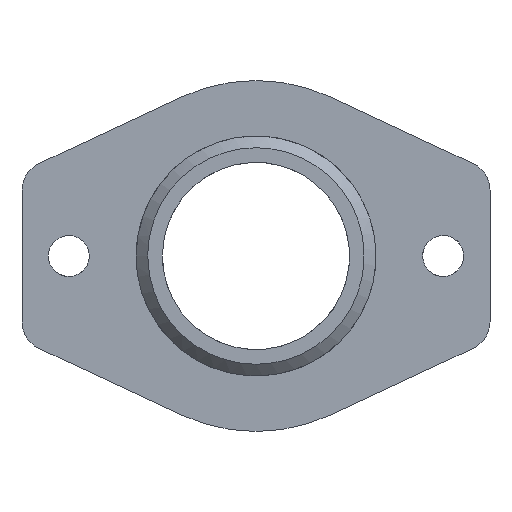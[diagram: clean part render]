
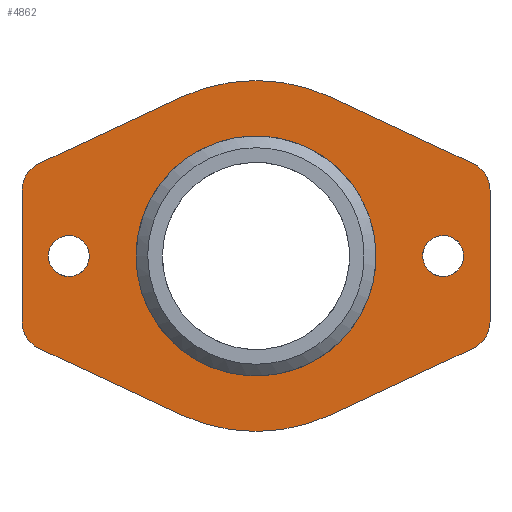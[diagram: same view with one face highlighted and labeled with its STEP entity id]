
A CAD part, front view. The second image highlights one B-rep face of the part: STEP entity #4862.
In plain terms, the highlighted free-form (B-spline) face has degree [1, 1] with [2, 2] control points.
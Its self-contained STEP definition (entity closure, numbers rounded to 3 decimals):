
#4436=CARTESIAN_POINT('V183',(-17.749,-7.0,
   0.));
#4437=VERTEX_POINT('V183',#4436);
#4463=CARTESIAN_POINT('E274',(-17.749,-7.0,
   0.));
#4464=CARTESIAN_POINT('E274',(-17.749,-7.0,
   3.031));
#4465=CARTESIAN_POINT('E274',(-15.124,-7.0,
   1.516));
#4466=CARTESIAN_POINT('E274',(-12.499,-7.0,
   0.));
#4467=CARTESIAN_POINT('E274',(-15.124,-7.0,
   -1.515));
#4468=CARTESIAN_POINT('E274',(-17.749,-7.0,
   -3.031));
#4469=CARTESIAN_POINT('E274',(-17.749,-7.0,
   0.));
#4477=(BOUNDED_CURVE()B_SPLINE_CURVE(2,(#4463,#4464,#4465,#4466,
   #4467,#4468,#4469),.CIRCULAR_ARC.,.T.,.U.)
   B_SPLINE_CURVE_WITH_KNOTS((3,2,2,3),(0.0,3.031,
   6.062,9.093),.UNSPECIFIED.)CURVE()
   GEOMETRIC_REPRESENTATION_ITEM()RATIONAL_B_SPLINE_CURVE((1.0,
   0.5,1.0,0.5,1.0,0.5,1.0)
   )REPRESENTATION_ITEM('E274'));
#4478=EDGE_CURVE('E274',#4437,#4437,#4477,.T.);
#4616=CARTESIAN_POINT('V209',(-10.249,-7.0,
   0.));
#4617=VERTEX_POINT('V209',#4616);
#4618=CARTESIAN_POINT('E313',(-10.249,-7.0,
   0.));
#4619=CARTESIAN_POINT('E313',(-10.249,-7.0,
   -17.753));
#4620=CARTESIAN_POINT('E313',(5.126,-7.0,
   -8.877));
#4621=CARTESIAN_POINT('E313',(20.501,-7.0,
   0.));
#4622=CARTESIAN_POINT('E313',(5.126,-7.0,
   8.877));
#4623=CARTESIAN_POINT('E313',(-10.249,-7.0,
   17.754));
#4624=CARTESIAN_POINT('E313',(-10.249,-7.0,
   0.));
#4632=(BOUNDED_CURVE()B_SPLINE_CURVE(2,(#4618,#4619,#4620,#4621,
   #4622,#4623,#4624),.CIRCULAR_ARC.,.T.,.U.)
   B_SPLINE_CURVE_WITH_KNOTS((3,2,2,3),(0.0,17.754,
   35.507,53.261),.UNSPECIFIED.)CURVE()
   GEOMETRIC_REPRESENTATION_ITEM()RATIONAL_B_SPLINE_CURVE((1.0,
   0.5,1.0,0.5,1.0,0.5,1.0)
   )REPRESENTATION_ITEM('E313'));
#4633=EDGE_CURVE('E313',#4617,#4617,#4632,.T.);
#4667=CARTESIAN_POINT('V211',(14.251,-7.0,
   0.));
#4668=VERTEX_POINT('V211',#4667);
#4694=CARTESIAN_POINT('E316',(14.251,-7.0,
   0.));
#4695=CARTESIAN_POINT('E316',(14.251,-7.0,
   3.031));
#4696=CARTESIAN_POINT('E316',(16.876,-7.0,
   1.516));
#4697=CARTESIAN_POINT('E316',(19.501,-7.0,
   0.));
#4698=CARTESIAN_POINT('E316',(16.876,-7.0,
   -1.515));
#4699=CARTESIAN_POINT('E316',(14.251,-7.0,
   -3.031));
#4700=CARTESIAN_POINT('E316',(14.251,-7.0,
   0.));
#4708=(BOUNDED_CURVE()B_SPLINE_CURVE(2,(#4694,#4695,#4696,#4697,
   #4698,#4699,#4700),.CIRCULAR_ARC.,.T.,.U.)
   B_SPLINE_CURVE_WITH_KNOTS((3,2,2,3),(0.0,3.031,
   6.062,9.093),.UNSPECIFIED.)CURVE()
   GEOMETRIC_REPRESENTATION_ITEM()RATIONAL_B_SPLINE_CURVE((1.0,
   0.5,1.0,0.5,1.0,0.5,1.0)
   )REPRESENTATION_ITEM('E316'));
#4709=EDGE_CURVE('E316',#4668,#4668,#4708,.T.);
#4714=CARTESIAN_POINT('F122',(22.001,-7.0,
   16.5));
#4715=CARTESIAN_POINT('F122',(-21.999,-7.0,
   16.5));
#4716=CARTESIAN_POINT('F122',(22.001,-7.0,
   -16.5));
#4717=CARTESIAN_POINT('F122',(-21.999,-7.0,
   -16.5));
#4718=QUASI_UNIFORM_SURFACE('F122',1,1,((#4714,#4716),(#4715,
   #4717)),.PLANE_SURF.,.F.,.F.,.U.);
#4719=CARTESIAN_POINT('V192',(-19.999,-7.0,
   5.632));
#4720=VERTEX_POINT('V192',#4719);
#4721=CARTESIAN_POINT('V190',(-18.556,-7.0,
   7.898));
#4722=VERTEX_POINT('V190',#4721);
#4723=CARTESIAN_POINT('E285',(-19.999,-7.0,
   5.632));
#4724=CARTESIAN_POINT('E285',(-19.999,-7.0,
   7.225));
#4725=CARTESIAN_POINT('E285',(-18.556,-7.0,
   7.898));
#4733=(BOUNDED_CURVE()B_SPLINE_CURVE(2,(#4723,#4724,#4725),
   .CIRCULAR_ARC.,.F.,.U.)B_SPLINE_CURVE_WITH_KNOTS((3,3),(0.0,
   1.593),.UNSPECIFIED.)CURVE()
   GEOMETRIC_REPRESENTATION_ITEM()RATIONAL_B_SPLINE_CURVE((1.0,
   0.843,1.0))REPRESENTATION_ITEM('E285'));
#4734=EDGE_CURVE('E285',#4720,#4722,#4733,.T.);
#4735=ORIENTED_EDGE('E285',*,*,#4734,.F.);
#4736=CARTESIAN_POINT('V194',(-19.999,-7.0,
   -5.632));
#4737=VERTEX_POINT('V194',#4736);
#4738=CARTESIAN_POINT('E288',(-19.999,-7.0,
   -5.632));
#4739=CARTESIAN_POINT('E288',(-19.999,-7.0,
   5.632));
#4740=B_SPLINE_CURVE_WITH_KNOTS('E288',1,(#4738,#4739),
   .POLYLINE_FORM.,.F.,.U.,(2,2),(0.0,5.632),
   .UNSPECIFIED.);
#4741=EDGE_CURVE('E288',#4737,#4720,#4740,.T.);
#4742=ORIENTED_EDGE('E288',*,*,#4741,.F.);
#4743=CARTESIAN_POINT('V196',(-18.556,-7.0,
   -7.897));
#4744=VERTEX_POINT('V196',#4743);
#4745=CARTESIAN_POINT('E291',(-18.556,-7.0,
   -7.897));
#4746=CARTESIAN_POINT('E291',(-19.999,-7.0,
   -7.224));
#4747=CARTESIAN_POINT('E291',(-19.999,-7.0,
   -5.632));
#4755=(BOUNDED_CURVE()B_SPLINE_CURVE(2,(#4745,#4746,#4747),
   .CIRCULAR_ARC.,.F.,.U.)B_SPLINE_CURVE_WITH_KNOTS((3,3),(0.0,
   1.593),.UNSPECIFIED.)CURVE()
   GEOMETRIC_REPRESENTATION_ITEM()RATIONAL_B_SPLINE_CURVE((1.0,
   0.843,1.0))REPRESENTATION_ITEM('E291'));
#4756=EDGE_CURVE('E291',#4744,#4737,#4755,.T.);
#4757=ORIENTED_EDGE('E291',*,*,#4756,.F.);
#4758=CARTESIAN_POINT('V198',(-6.339,-7.0,
   -13.594));
#4759=VERTEX_POINT('V198',#4758);
#4760=CARTESIAN_POINT('E294',(-6.339,-7.0,
   -13.594));
#4761=CARTESIAN_POINT('E294',(-18.556,-7.0,
   -7.897));
#4762=B_SPLINE_CURVE_WITH_KNOTS('E294',1,(#4760,#4761),
   .POLYLINE_FORM.,.F.,.U.,(2,2),(0.0,6.74),
   .UNSPECIFIED.);
#4763=EDGE_CURVE('E294',#4759,#4744,#4762,.T.);
#4764=ORIENTED_EDGE('E294',*,*,#4763,.F.);
#4765=CARTESIAN_POINT('V200',(6.34,-7.0,
   -13.594));
#4766=VERTEX_POINT('V200',#4765);
#4767=CARTESIAN_POINT('E297',(6.34,-7.0,
   -13.594));
#4768=CARTESIAN_POINT('E297',(0.001,-7.0,
   -16.551));
#4769=CARTESIAN_POINT('E297',(-6.339,-7.0,
   -13.594));
#4777=(BOUNDED_CURVE()B_SPLINE_CURVE(2,(#4767,#4768,#4769),
   .CIRCULAR_ARC.,.F.,.U.)B_SPLINE_CURVE_WITH_KNOTS((3,3),(0.0,
   6.995),.UNSPECIFIED.)CURVE()
   GEOMETRIC_REPRESENTATION_ITEM()RATIONAL_B_SPLINE_CURVE((1.0,
   0.906,1.0))REPRESENTATION_ITEM('E297'));
#4778=EDGE_CURVE('E297',#4766,#4759,#4777,.T.);
#4779=ORIENTED_EDGE('E297',*,*,#4778,.F.);
#4780=CARTESIAN_POINT('V202',(18.557,-7.0,
   -7.897));
#4781=VERTEX_POINT('V202',#4780);
#4782=CARTESIAN_POINT('E300',(18.557,-7.0,
   -7.897));
#4783=CARTESIAN_POINT('E300',(6.34,-7.0,
   -13.594));
#4784=B_SPLINE_CURVE_WITH_KNOTS('E300',1,(#4782,#4783),
   .POLYLINE_FORM.,.F.,.U.,(2,2),(0.0,6.74),
   .UNSPECIFIED.);
#4785=EDGE_CURVE('E300',#4781,#4766,#4784,.T.);
#4786=ORIENTED_EDGE('E300',*,*,#4785,.F.);
#4787=CARTESIAN_POINT('V204',(20.001,-7.0,
   -5.632));
#4788=VERTEX_POINT('V204',#4787);
#4789=CARTESIAN_POINT('E303',(20.001,-7.0,
   -5.632));
#4790=CARTESIAN_POINT('E303',(20.001,-7.,
   -7.224));
#4791=CARTESIAN_POINT('E303',(18.557,-7.0,
   -7.897));
#4799=(BOUNDED_CURVE()B_SPLINE_CURVE(2,(#4789,#4790,#4791),
   .CIRCULAR_ARC.,.F.,.U.)B_SPLINE_CURVE_WITH_KNOTS((3,3),(0.0,
   1.593),.UNSPECIFIED.)CURVE()
   GEOMETRIC_REPRESENTATION_ITEM()RATIONAL_B_SPLINE_CURVE((1.0,
   0.843,1.0))REPRESENTATION_ITEM('E303'));
#4800=EDGE_CURVE('E303',#4788,#4781,#4799,.T.);
#4801=ORIENTED_EDGE('E303',*,*,#4800,.F.);
#4802=CARTESIAN_POINT('V206',(20.001,-7.0,
   5.632));
#4803=VERTEX_POINT('V206',#4802);
#4804=CARTESIAN_POINT('E306',(20.001,-7.0,
   5.632));
#4805=CARTESIAN_POINT('E306',(20.001,-7.0,
   -5.632));
#4806=B_SPLINE_CURVE_WITH_KNOTS('E306',1,(#4804,#4805),
   .POLYLINE_FORM.,.F.,.U.,(2,2),(0.0,5.632),
   .UNSPECIFIED.);
#4807=EDGE_CURVE('E306',#4803,#4788,#4806,.T.);
#4808=ORIENTED_EDGE('E306',*,*,#4807,.F.);
#4809=CARTESIAN_POINT('V208',(18.557,-7.0,
   7.898));
#4810=VERTEX_POINT('V208',#4809);
#4811=CARTESIAN_POINT('E309',(18.557,-7.0,
   7.898));
#4812=CARTESIAN_POINT('E309',(20.001,-7.,
   7.225));
#4813=CARTESIAN_POINT('E309',(20.001,-7.0,
   5.632));
#4821=(BOUNDED_CURVE()B_SPLINE_CURVE(2,(#4811,#4812,#4813),
   .CIRCULAR_ARC.,.F.,.U.)B_SPLINE_CURVE_WITH_KNOTS((3,3),(0.0,
   1.593),.UNSPECIFIED.)CURVE()
   GEOMETRIC_REPRESENTATION_ITEM()RATIONAL_B_SPLINE_CURVE((1.0,
   0.843,1.0))REPRESENTATION_ITEM('E309'));
#4822=EDGE_CURVE('E309',#4810,#4803,#4821,.T.);
#4823=ORIENTED_EDGE('E309',*,*,#4822,.F.);
#4824=CARTESIAN_POINT('V187',(6.34,-7.0,
   13.595));
#4825=VERTEX_POINT('V187',#4824);
#4826=CARTESIAN_POINT('E311',(6.34,-7.0,
   13.595));
#4827=CARTESIAN_POINT('E311',(18.557,-7.0,
   7.898));
#4828=B_SPLINE_CURVE_WITH_KNOTS('E311',1,(#4826,#4827),
   .POLYLINE_FORM.,.F.,.U.,(2,2),(0.0,6.74),
   .UNSPECIFIED.);
#4829=EDGE_CURVE('E311',#4825,#4810,#4828,.T.);
#4830=ORIENTED_EDGE('E311',*,*,#4829,.F.);
#4831=CARTESIAN_POINT('V186',(-6.339,-7.0,
   13.595));
#4832=VERTEX_POINT('V186',#4831);
#4833=CARTESIAN_POINT('E278',(-6.339,-7.0,
   13.595));
#4834=CARTESIAN_POINT('E278',(0.001,-7.0,
   16.551));
#4835=CARTESIAN_POINT('E278',(6.34,-7.0,
   13.595));
#4843=(BOUNDED_CURVE()B_SPLINE_CURVE(2,(#4833,#4834,#4835),
   .CIRCULAR_ARC.,.F.,.U.)B_SPLINE_CURVE_WITH_KNOTS((3,3),(0.0,
   6.995),.UNSPECIFIED.)CURVE()
   GEOMETRIC_REPRESENTATION_ITEM()RATIONAL_B_SPLINE_CURVE((1.0,
   0.906,1.0))REPRESENTATION_ITEM('E278'));
#4844=EDGE_CURVE('E278',#4832,#4825,#4843,.T.);
#4845=ORIENTED_EDGE('E278',*,*,#4844,.F.);
#4846=CARTESIAN_POINT('E282',(-18.556,-7.0,
   7.898));
#4847=CARTESIAN_POINT('E282',(-6.339,-7.0,
   13.595));
#4848=B_SPLINE_CURVE_WITH_KNOTS('E282',1,(#4846,#4847),
   .POLYLINE_FORM.,.F.,.U.,(2,2),(0.0,6.74),
   .UNSPECIFIED.);
#4849=EDGE_CURVE('E282',#4722,#4832,#4848,.T.);
#4850=ORIENTED_EDGE('E282',*,*,#4849,.F.);
#4851=EDGE_LOOP('F122',(#4735,#4742,#4757,#4764,#4779,#4786,#4801,
   #4808,#4823,#4830,#4845,#4850));
#4852=FACE_OUTER_BOUND('F122',#4851,.T.);
#4853=ORIENTED_EDGE('F121',*,*,#4709,.T.);
#4854=EDGE_LOOP('F122',(#4853));
#4855=FACE_BOUND('F122',#4854,.T.);
#4856=ORIENTED_EDGE('E313',*,*,#4633,.F.);
#4857=EDGE_LOOP('F122',(#4856));
#4858=FACE_BOUND('F122',#4857,.T.);
#4859=ORIENTED_EDGE('F107',*,*,#4478,.T.);
#4860=EDGE_LOOP('F122',(#4859));
#4861=FACE_BOUND('F122',#4860,.T.);
#4862=ADVANCED_FACE('F122',(#4852,#4855,#4858,#4861),#4718,.T.);
